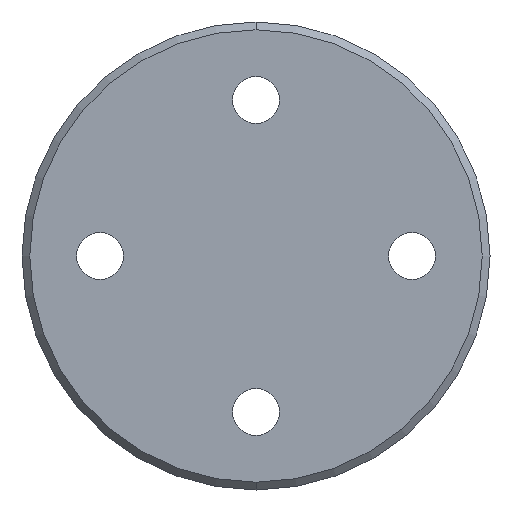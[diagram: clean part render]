
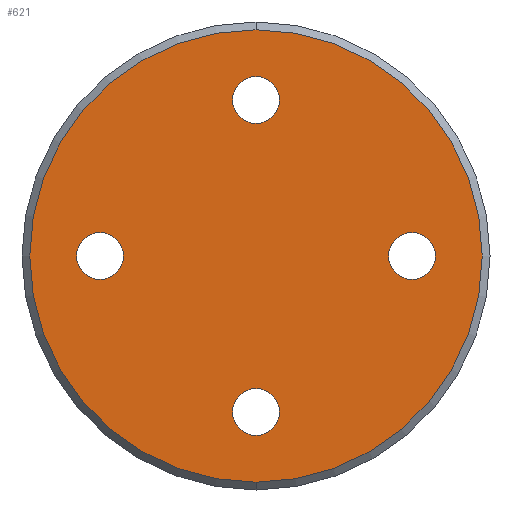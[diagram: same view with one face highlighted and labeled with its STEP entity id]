
A CAD part, front view. The second image highlights one B-rep face of the part: STEP entity #621.
In plain terms, the highlighted planar face has unit normal (0, -1, 0).
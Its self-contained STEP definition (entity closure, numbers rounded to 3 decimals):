
#25 = AXIS2_PLACEMENT_3D ( 'NONE', #1022, #407, #231 ) ;
#40 = CARTESIAN_POINT ( 'NONE',  ( -10., 0., -1.5 ) ) ;
#49 = VERTEX_POINT ( 'NONE', #1110 ) ;
#54 = CIRCLE ( 'NONE', #192, 1.5 ) ;
#58 = VERTEX_POINT ( 'NONE', #758 ) ;
#59 = EDGE_CURVE ( 'NONE', #496, #955, #909, .T. ) ;
#74 = FACE_BOUND ( 'NONE', #775, .T. ) ;
#82 = CARTESIAN_POINT ( 'NONE',  ( 10., 0., 1.5 ) ) ;
#116 = CARTESIAN_POINT ( 'NONE',  ( 0., 0., 14.5 ) ) ;
#125 = EDGE_LOOP ( 'NONE', ( #312, #379 ) ) ;
#143 = FACE_BOUND ( 'NONE', #125, .T. ) ;
#146 = EDGE_CURVE ( 'NONE', #887, #58, #1108, .T. ) ;
#161 = CIRCLE ( 'NONE', #288, 1.5 ) ;
#171 = ORIENTED_EDGE ( 'NONE', *, *, #146, .T. ) ;
#184 = CARTESIAN_POINT ( 'NONE',  ( -10., 0., 0. ) ) ;
#187 = VERTEX_POINT ( 'NONE', #968 ) ;
#192 = AXIS2_PLACEMENT_3D ( 'NONE', #291, #395, #859 ) ;
#222 = DIRECTION ( 'NONE',  ( 0., -1., 0. ) ) ;
#231 = DIRECTION ( 'NONE',  ( 0., 0., 1. ) ) ;
#232 = CIRCLE ( 'NONE', #797, 1.5 ) ;
#238 = FACE_BOUND ( 'NONE', #529, .T. ) ;
#241 = EDGE_CURVE ( 'NONE', #870, #271, #232, .T. ) ;
#245 = AXIS2_PLACEMENT_3D ( 'NONE', #845, #498, #491 ) ;
#247 = DIRECTION ( 'NONE',  ( 0., 0., 1. ) ) ;
#248 = CARTESIAN_POINT ( 'NONE',  ( -10., 0., 1.5 ) ) ;
#271 = VERTEX_POINT ( 'NONE', #248 ) ;
#280 = DIRECTION ( 'NONE',  ( 0., 0., 1. ) ) ;
#285 = DIRECTION ( 'NONE',  ( 0., 1., 0. ) ) ;
#288 = AXIS2_PLACEMENT_3D ( 'NONE', #908, #462, #918 ) ;
#291 = CARTESIAN_POINT ( 'NONE',  ( -10., 0., 0. ) ) ;
#298 = CARTESIAN_POINT ( 'NONE',  ( 0., 0., 0. ) ) ;
#306 = AXIS2_PLACEMENT_3D ( 'NONE', #600, #948, #505 ) ;
#308 = PLANE ( 'NONE',  #25 ) ;
#310 = EDGE_CURVE ( 'NONE', #58, #887, #398, .T. ) ;
#312 = ORIENTED_EDGE ( 'NONE', *, *, #877, .T. ) ;
#314 = ORIENTED_EDGE ( 'NONE', *, *, #651, .T. ) ;
#329 = FACE_BOUND ( 'NONE', #1131, .T. ) ;
#337 = CIRCLE ( 'NONE', #245, 1.5 ) ;
#372 = VERTEX_POINT ( 'NONE', #82 ) ;
#379 = ORIENTED_EDGE ( 'NONE', *, *, #542, .T. ) ;
#395 = DIRECTION ( 'NONE',  ( 0., 1., 0. ) ) ;
#398 = CIRCLE ( 'NONE', #613, 1.5 ) ;
#404 = DIRECTION ( 'NONE',  ( 0., 0., 1. ) ) ;
#407 = DIRECTION ( 'NONE',  ( 0., 1., 0. ) ) ;
#455 = EDGE_LOOP ( 'NONE', ( #1038, #536 ) ) ;
#462 = DIRECTION ( 'NONE',  ( 0., 1., 0. ) ) ;
#466 = FACE_OUTER_BOUND ( 'NONE', #455, .T. ) ;
#491 = DIRECTION ( 'NONE',  ( 0., 0., 1. ) ) ;
#496 = VERTEX_POINT ( 'NONE', #116 ) ;
#498 = DIRECTION ( 'NONE',  ( 0., 1., 0. ) ) ;
#505 = DIRECTION ( 'NONE',  ( 0., 0., 1. ) ) ;
#517 = VERTEX_POINT ( 'NONE', #556 ) ;
#529 = EDGE_LOOP ( 'NONE', ( #314, #816 ) ) ;
#536 = ORIENTED_EDGE ( 'NONE', *, *, #615, .T. ) ;
#542 = EDGE_CURVE ( 'NONE', #517, #187, #161, .T. ) ;
#546 = DIRECTION ( 'NONE',  ( 0., 0., 1. ) ) ;
#555 = CARTESIAN_POINT ( 'NONE',  ( 0., 0., 10. ) ) ;
#556 = CARTESIAN_POINT ( 'NONE',  ( 0., 0., 11.5 ) ) ;
#584 = DIRECTION ( 'NONE',  ( 0., 0., 1. ) ) ;
#595 = AXIS2_PLACEMENT_3D ( 'NONE', #298, #669, #280 ) ;
#600 = CARTESIAN_POINT ( 'NONE',  ( 10., 0., 0. ) ) ;
#613 = AXIS2_PLACEMENT_3D ( 'NONE', #1121, #858, #404 ) ;
#615 = EDGE_CURVE ( 'NONE', #955, #496, #1034, .T. ) ;
#616 = AXIS2_PLACEMENT_3D ( 'NONE', #952, #222, #584 ) ;
#621 = ADVANCED_FACE ( 'NONE', ( #466, #329, #238, #143, #74 ), #308, .F. ) ;
#641 = DIRECTION ( 'NONE',  ( 0., 1., 0. ) ) ;
#651 = EDGE_CURVE ( 'NONE', #49, #372, #1076, .T. ) ;
#667 = DIRECTION ( 'NONE',  ( 0., 0., 1. ) ) ;
#669 = DIRECTION ( 'NONE',  ( 0., -1., 0. ) ) ;
#758 = CARTESIAN_POINT ( 'NONE',  ( 0., 0., -8.5 ) ) ;
#775 = EDGE_LOOP ( 'NONE', ( #1123, #1120 ) ) ;
#797 = AXIS2_PLACEMENT_3D ( 'NONE', #184, #285, #546 ) ;
#809 = CIRCLE ( 'NONE', #852, 1.5 ) ;
#816 = ORIENTED_EDGE ( 'NONE', *, *, #1013, .T. ) ;
#840 = AXIS2_PLACEMENT_3D ( 'NONE', #1048, #1054, #247 ) ;
#845 = CARTESIAN_POINT ( 'NONE',  ( 10., 0., 0. ) ) ;
#852 = AXIS2_PLACEMENT_3D ( 'NONE', #555, #641, #667 ) ;
#858 = DIRECTION ( 'NONE',  ( 0., 1., 0. ) ) ;
#859 = DIRECTION ( 'NONE',  ( 0., 0., 1. ) ) ;
#870 = VERTEX_POINT ( 'NONE', #40 ) ;
#877 = EDGE_CURVE ( 'NONE', #187, #517, #809, .T. ) ;
#887 = VERTEX_POINT ( 'NONE', #1012 ) ;
#908 = CARTESIAN_POINT ( 'NONE',  ( 0., 0., 10. ) ) ;
#909 = CIRCLE ( 'NONE', #616, 14.5 ) ;
#918 = DIRECTION ( 'NONE',  ( 0., 0., 1. ) ) ;
#948 = DIRECTION ( 'NONE',  ( 0., 1., 0. ) ) ;
#952 = CARTESIAN_POINT ( 'NONE',  ( 0., 0., 0. ) ) ;
#955 = VERTEX_POINT ( 'NONE', #1068 ) ;
#968 = CARTESIAN_POINT ( 'NONE',  ( 0., 0., 8.5 ) ) ;
#1012 = CARTESIAN_POINT ( 'NONE',  ( 0., 0., -11.5 ) ) ;
#1013 = EDGE_CURVE ( 'NONE', #372, #49, #337, .T. ) ;
#1022 = CARTESIAN_POINT ( 'NONE',  ( 0., 0., 0. ) ) ;
#1028 = ORIENTED_EDGE ( 'NONE', *, *, #310, .T. ) ;
#1034 = CIRCLE ( 'NONE', #595, 14.5 ) ;
#1038 = ORIENTED_EDGE ( 'NONE', *, *, #59, .T. ) ;
#1048 = CARTESIAN_POINT ( 'NONE',  ( 0., 0., -10. ) ) ;
#1049 = EDGE_CURVE ( 'NONE', #271, #870, #54, .T. ) ;
#1054 = DIRECTION ( 'NONE',  ( 0., 1., 0. ) ) ;
#1068 = CARTESIAN_POINT ( 'NONE',  ( 0., 0., -14.5 ) ) ;
#1076 = CIRCLE ( 'NONE', #306, 1.5 ) ;
#1108 = CIRCLE ( 'NONE', #840, 1.5 ) ;
#1110 = CARTESIAN_POINT ( 'NONE',  ( 10., 0., -1.5 ) ) ;
#1120 = ORIENTED_EDGE ( 'NONE', *, *, #1049, .T. ) ;
#1121 = CARTESIAN_POINT ( 'NONE',  ( 0., 0., -10. ) ) ;
#1123 = ORIENTED_EDGE ( 'NONE', *, *, #241, .T. ) ;
#1131 = EDGE_LOOP ( 'NONE', ( #171, #1028 ) ) ;
